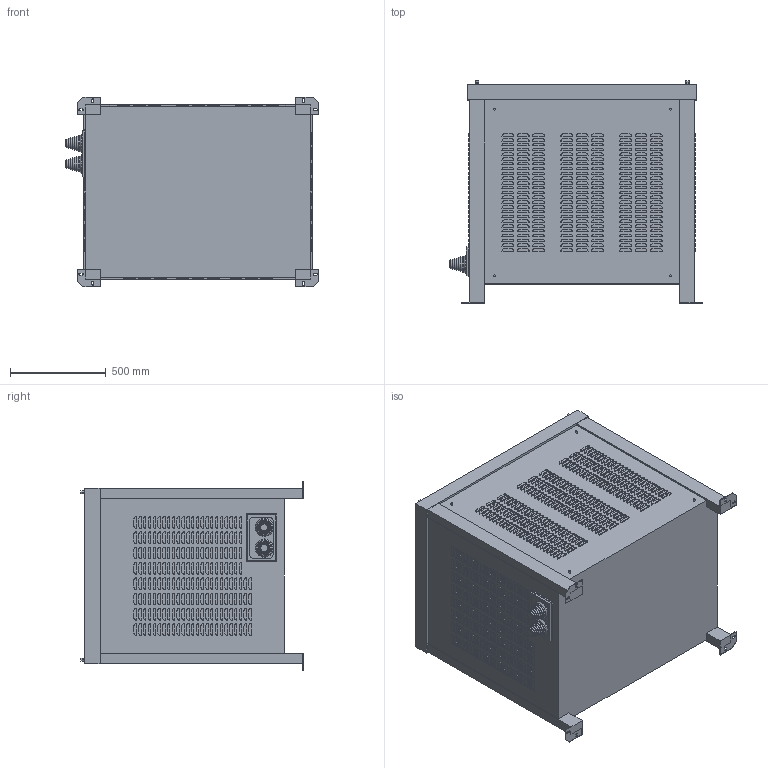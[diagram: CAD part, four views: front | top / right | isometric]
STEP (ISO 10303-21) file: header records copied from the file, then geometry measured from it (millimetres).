
FILE_DESCRIPTION (( 'STEP AP214' ), '1' );
FILE_NAME ('371985.STEP', '2024-02-14T10:35:09', ( '' ), ( '' ), 'SwSTEP 2.0', 'SolidWorks 2022', '' );
FILE_SCHEMA (( 'AUTOMOTIVE_DESIGN' ));
Products named in the file (1): 371985
Bounding box: 1323.8 x 1161 x 991 mm (x, y, z)
Volume: 1104234394.1 mm3; surface area: 7499398.5 mm2
Topology: 2 solids, 2 shells, 4468 faces, 10772 edges, 7168 vertices
Faces by surface type: plane 2672, cylinder 1756, cone 36, bspline 4
Entity records: 131347 total; most frequent: DIRECTION 23250, CARTESIAN_POINT 22937, ORIENTED_EDGE 21544, EDGE_CURVE 10772, AXIS2_PLACEMENT_3D 8017, VECTOR 7216, LINE 7216, VERTEX_POINT 7168
